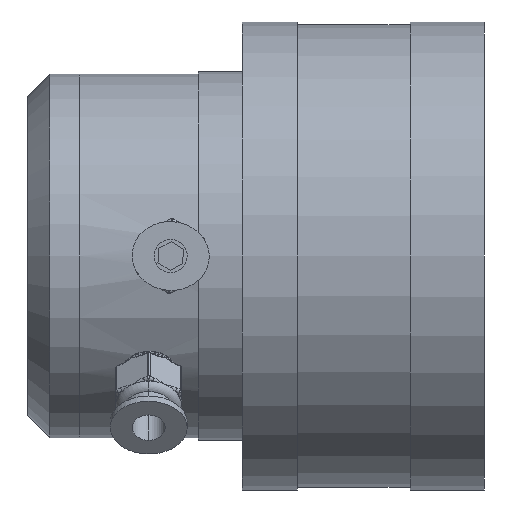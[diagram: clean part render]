
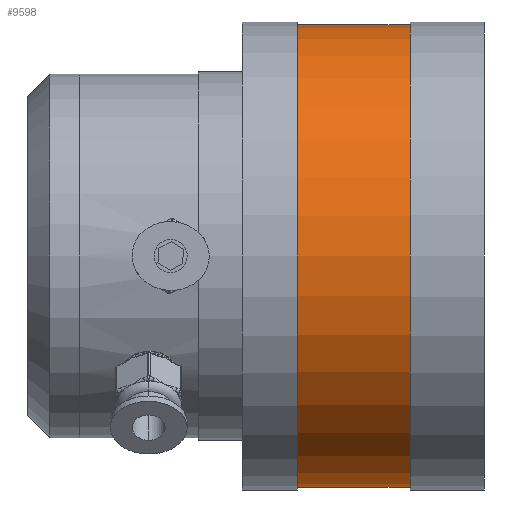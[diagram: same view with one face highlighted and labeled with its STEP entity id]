
A CAD part, left-side view. The second image highlights one B-rep face of the part: STEP entity #9598.
In plain terms, the highlighted cylindrical face has radius 42 mm (diameter 84 mm), a partial arc.
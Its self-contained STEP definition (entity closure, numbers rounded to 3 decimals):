
#202 = CARTESIAN_POINT ( 'NONE',  ( 0., 13.5, 42. ) ) ;
#213 = VERTEX_POINT ( 'NONE', #202 ) ;
#494 = DIRECTION ( 'NONE',  ( 0., 0., 1. ) ) ;
#834 = CARTESIAN_POINT ( 'NONE',  ( 0., 0., 0. ) ) ;
#877 = VERTEX_POINT ( 'NONE', #6341 ) ;
#895 = FACE_OUTER_BOUND ( 'NONE', #2877, .T. ) ;
#1512 = EDGE_CURVE ( 'NONE', #877, #213, #9801, .T. ) ;
#1792 = CARTESIAN_POINT ( 'NONE',  ( 0., 34., -42. ) ) ;
#2100 = EDGE_CURVE ( 'NONE', #6929, #7021, #7650, .T. ) ;
#2188 = DIRECTION ( 'NONE',  ( 0., 1., 0. ) ) ;
#2255 = VECTOR ( 'NONE', #9808, 1000. ) ;
#2877 = EDGE_LOOP ( 'NONE', ( #9769, #6954, #5389, #11430 ) ) ;
#2906 = LINE ( 'NONE', #8579, #2255 ) ;
#3175 = CARTESIAN_POINT ( 'NONE',  ( 0., 34., 0. ) ) ;
#3330 = CARTESIAN_POINT ( 'NONE',  ( 0., 13.5, 0. ) ) ;
#3409 = AXIS2_PLACEMENT_3D ( 'NONE', #834, #11612, #9604 ) ;
#3995 = LINE ( 'NONE', #5991, #7401 ) ;
#3998 = CARTESIAN_POINT ( 'NONE',  ( 0., 34., 42. ) ) ;
#4055 = DIRECTION ( 'NONE',  ( 0., 1., 0. ) ) ;
#5389 = ORIENTED_EDGE ( 'NONE', *, *, #8440, .T. ) ;
#5991 = CARTESIAN_POINT ( 'NONE',  ( 0., 0., -42. ) ) ;
#6087 = EDGE_CURVE ( 'NONE', #877, #6929, #3995, .T. ) ;
#6294 = AXIS2_PLACEMENT_3D ( 'NONE', #3330, #8308, #494 ) ;
#6341 = CARTESIAN_POINT ( 'NONE',  ( 0., 13.5, -42. ) ) ;
#6929 = VERTEX_POINT ( 'NONE', #1792 ) ;
#6954 = ORIENTED_EDGE ( 'NONE', *, *, #1512, .T. ) ;
#7021 = VERTEX_POINT ( 'NONE', #3998 ) ;
#7401 = VECTOR ( 'NONE', #4055, 1000. ) ;
#7650 = CIRCLE ( 'NONE', #7869, 42. ) ;
#7869 = AXIS2_PLACEMENT_3D ( 'NONE', #3175, #2188, #10072 ) ;
#8308 = DIRECTION ( 'NONE',  ( 0., 1., 0. ) ) ;
#8440 = EDGE_CURVE ( 'NONE', #213, #7021, #2906, .T. ) ;
#8579 = CARTESIAN_POINT ( 'NONE',  ( 0., 0., 42. ) ) ;
#9598 = ADVANCED_FACE ( 'NONE', ( #895 ), #9678, .T. ) ;
#9604 = DIRECTION ( 'NONE',  ( 0., 0., 1. ) ) ;
#9678 = CYLINDRICAL_SURFACE ( 'NONE', #3409, 42. ) ;
#9769 = ORIENTED_EDGE ( 'NONE', *, *, #6087, .F. ) ;
#9801 = CIRCLE ( 'NONE', #6294, 42. ) ;
#9808 = DIRECTION ( 'NONE',  ( 0., 1., 0. ) ) ;
#10072 = DIRECTION ( 'NONE',  ( 0., 0., 1. ) ) ;
#11430 = ORIENTED_EDGE ( 'NONE', *, *, #2100, .F. ) ;
#11612 = DIRECTION ( 'NONE',  ( 0., 1., 0. ) ) ;
